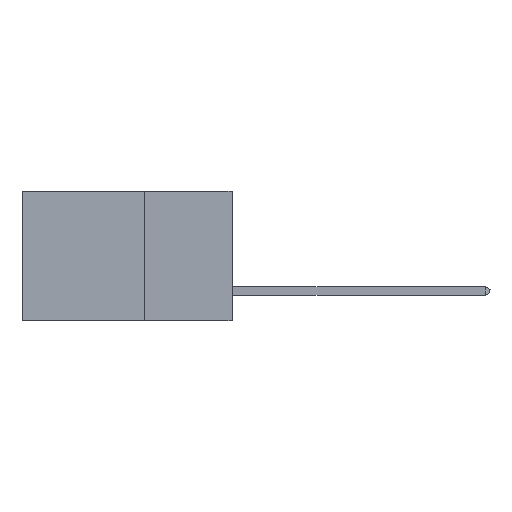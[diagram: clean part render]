
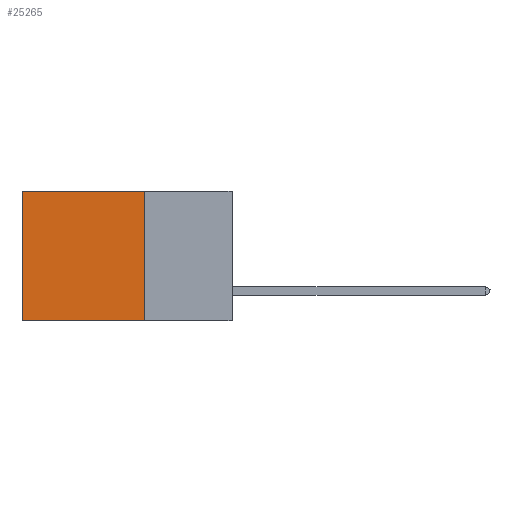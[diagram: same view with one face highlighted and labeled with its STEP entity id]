
A CAD part, left-side view. The second image highlights one B-rep face of the part: STEP entity #25265.
In plain terms, the highlighted planar face has unit normal (-1, 0, 0).
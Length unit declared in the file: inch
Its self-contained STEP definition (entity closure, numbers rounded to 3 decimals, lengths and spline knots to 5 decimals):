
#815 = CARTESIAN_POINT ( 'NONE',  ( 0.2875, 0.25, -0.37 ) ) ;
#3962 = CARTESIAN_POINT ( 'NONE',  ( 0.2875, 0.25, -0.37 ) ) ;
#5939 = ORIENTED_EDGE ( 'NONE', *, *, #24090, .T. ) ;
#7741 = EDGE_LOOP ( 'NONE', ( #22866, #38861, #14143, #5939 ) ) ;
#8591 = CARTESIAN_POINT ( 'NONE',  ( 0.2875, 0.6, -0.37 ) ) ;
#9472 = CARTESIAN_POINT ( 'NONE',  ( 0.2875, 0.25, 0. ) ) ;
#9859 = LINE ( 'NONE', #30160, #39764 ) ;
#10103 = DIRECTION ( 'NONE',  ( 0., 1., 0. ) ) ;
#10233 = FACE_OUTER_BOUND ( 'NONE', #7741, .T. ) ;
#14143 = ORIENTED_EDGE ( 'NONE', *, *, #39800, .F. ) ;
#17411 = DIRECTION ( 'NONE',  ( 0., 1., 0. ) ) ;
#17870 = VERTEX_POINT ( 'NONE', #9472 ) ;
#18912 = VERTEX_POINT ( 'NONE', #32512 ) ;
#19227 = VERTEX_POINT ( 'NONE', #8591 ) ;
#20143 = VECTOR ( 'NONE', #17411, 39.37008 ) ;
#20483 = DIRECTION ( 'NONE',  ( 0., 0., -1. ) ) ;
#21825 = VERTEX_POINT ( 'NONE', #3962 ) ;
#22866 = ORIENTED_EDGE ( 'NONE', *, *, #25297, .T. ) ;
#23897 = EDGE_CURVE ( 'NONE', #21825, #19227, #37711, .T. ) ;
#24090 = EDGE_CURVE ( 'NONE', #17870, #18912, #34101, .T. ) ;
#25265 = ADVANCED_FACE ( 'NONE', ( #10233 ), #28906, .F. ) ;
#25297 = EDGE_CURVE ( 'NONE', #18912, #19227, #38623, .T. ) ;
#25752 = CARTESIAN_POINT ( 'NONE',  ( 0.2875, 0.25, 0. ) ) ;
#27392 = VECTOR ( 'NONE', #10103, 39.37008 ) ;
#28812 = VECTOR ( 'NONE', #32397, 39.37008 ) ;
#28906 = PLANE ( 'NONE',  #29738 ) ;
#29738 = AXIS2_PLACEMENT_3D ( 'NONE', #25752, #39143, #42184 ) ;
#30160 = CARTESIAN_POINT ( 'NONE',  ( 0.2875, 0.25, 0. ) ) ;
#32397 = DIRECTION ( 'NONE',  ( 0., 0., -1. ) ) ;
#32512 = CARTESIAN_POINT ( 'NONE',  ( 0.2875, 0.6, 0. ) ) ;
#34101 = LINE ( 'NONE', #37189, #20143 ) ;
#37189 = CARTESIAN_POINT ( 'NONE',  ( 0.2875, 0.25, 0. ) ) ;
#37711 = LINE ( 'NONE', #815, #27392 ) ;
#38623 = LINE ( 'NONE', #38999, #28812 ) ;
#38861 = ORIENTED_EDGE ( 'NONE', *, *, #23897, .F. ) ;
#38999 = CARTESIAN_POINT ( 'NONE',  ( 0.2875, 0.6, 0. ) ) ;
#39143 = DIRECTION ( 'NONE',  ( 1., 0., 0. ) ) ;
#39764 = VECTOR ( 'NONE', #20483, 39.37008 ) ;
#39800 = EDGE_CURVE ( 'NONE', #17870, #21825, #9859, .T. ) ;
#42184 = DIRECTION ( 'NONE',  ( 0., 0., -1. ) ) ;
